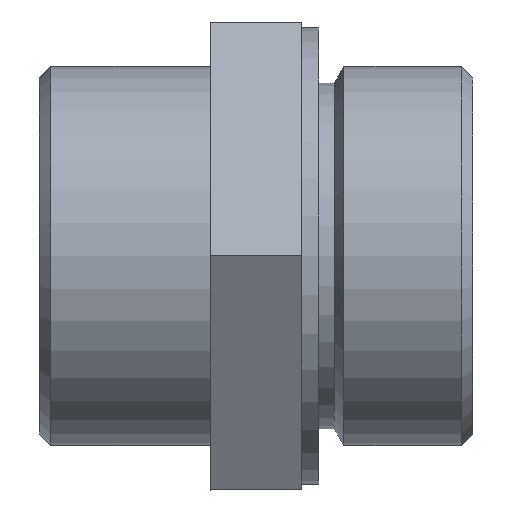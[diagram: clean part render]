
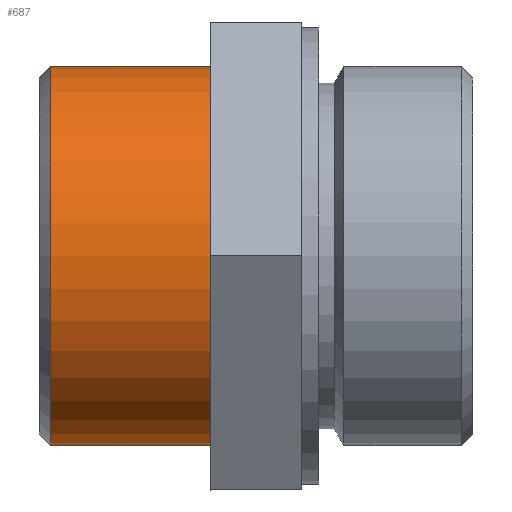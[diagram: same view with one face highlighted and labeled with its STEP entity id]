
A CAD part, top view. The second image highlights one B-rep face of the part: STEP entity #687.
In plain terms, the highlighted cylindrical face has radius 16.625 mm (diameter 33.25 mm), a full revolution.
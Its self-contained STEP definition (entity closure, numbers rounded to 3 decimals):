
#27 = EDGE_CURVE ( 'NONE', #464, #464, #591, .T. ) ;
#67 = DIRECTION ( 'NONE',  ( 0., 0., 1. ) ) ;
#95 = VERTEX_POINT ( 'NONE', #1129 ) ;
#185 = CIRCLE ( 'NONE', #1120, 16.625 ) ;
#272 = DIRECTION ( 'NONE',  ( -1., 0., 0. ) ) ;
#280 = AXIS2_PLACEMENT_3D ( 'NONE', #722, #272, #67 ) ;
#362 = FACE_OUTER_BOUND ( 'NONE', #1155, .T. ) ;
#410 = CYLINDRICAL_SURFACE ( 'NONE', #1077, 16.625 ) ;
#457 = CARTESIAN_POINT ( 'NONE',  ( -47.385, 0., 0. ) ) ;
#464 = VERTEX_POINT ( 'NONE', #586 ) ;
#503 = ORIENTED_EDGE ( 'NONE', *, *, #1024, .T. ) ;
#586 = CARTESIAN_POINT ( 'NONE',  ( -72.285, 0., 16.625 ) ) ;
#591 = CIRCLE ( 'NONE', #280, 16.625 ) ;
#613 = DIRECTION ( 'NONE',  ( 0., 0., 1. ) ) ;
#654 = DIRECTION ( 'NONE',  ( 0., 0., 1. ) ) ;
#687 = ADVANCED_FACE ( 'NONE', ( #362, #905 ), #410, .T. ) ;
#722 = CARTESIAN_POINT ( 'NONE',  ( -72.285, 0., 0. ) ) ;
#825 = DIRECTION ( 'NONE',  ( -1., 0., 0. ) ) ;
#854 = ORIENTED_EDGE ( 'NONE', *, *, #27, .T. ) ;
#901 = CARTESIAN_POINT ( 'NONE',  ( -86.285, 0., 0. ) ) ;
#905 = FACE_OUTER_BOUND ( 'NONE', #1141, .T. ) ;
#1024 = EDGE_CURVE ( 'NONE', #95, #95, #185, .T. ) ;
#1077 = AXIS2_PLACEMENT_3D ( 'NONE', #457, #825, #654 ) ;
#1120 = AXIS2_PLACEMENT_3D ( 'NONE', #901, #1161, #613 ) ;
#1129 = CARTESIAN_POINT ( 'NONE',  ( -86.285, 0., 16.625 ) ) ;
#1141 = EDGE_LOOP ( 'NONE', ( #503 ) ) ;
#1155 = EDGE_LOOP ( 'NONE', ( #854 ) ) ;
#1161 = DIRECTION ( 'NONE',  ( 1., 0., 0. ) ) ;
